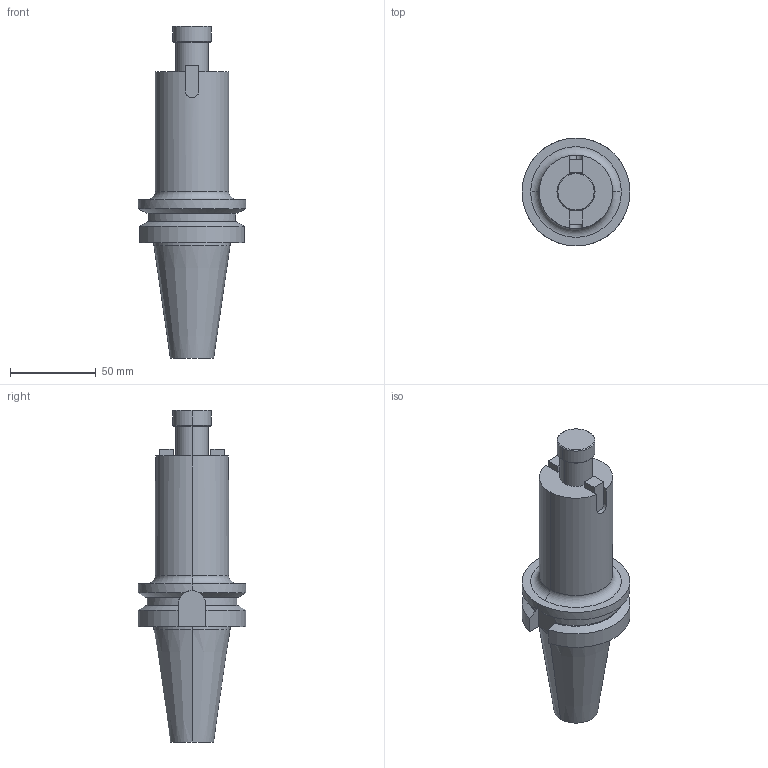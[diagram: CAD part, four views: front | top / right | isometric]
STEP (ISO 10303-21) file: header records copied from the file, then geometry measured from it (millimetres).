
FILE_DESCRIPTION (( 'STEP AP203' ), '1' );
FILE_NAME ('STP-SATE-16615-4.STEP', '2018-01-16T05:18:24', ( '' ), ( '' ), 'SwSTEP 2.0', 'SolidWorks 2015', '' );
FILE_SCHEMA (( 'CONFIG_CONTROL_DESIGN' ));
Length unit declared in the file: millimetre
Products named in the file (1): STP-SATE-16615-4
Bounding box: 63 x 63 x 193.85 mm (x, y, z)
Volume: 242878.1 mm3; surface area: 35144.7 mm2
Topology: 4 solids, 4 shells, 79 faces, 187 edges, 120 vertices
Faces by surface type: plane 35, cylinder 30, cone 12, torus 2
Entity records: 2461 total; most frequent: CARTESIAN_POINT 544, DIRECTION 396, ORIENTED_EDGE 370, EDGE_CURVE 185, AXIS2_PLACEMENT_3D 150, VERTEX_POINT 120, VECTOR 96, LINE 96
